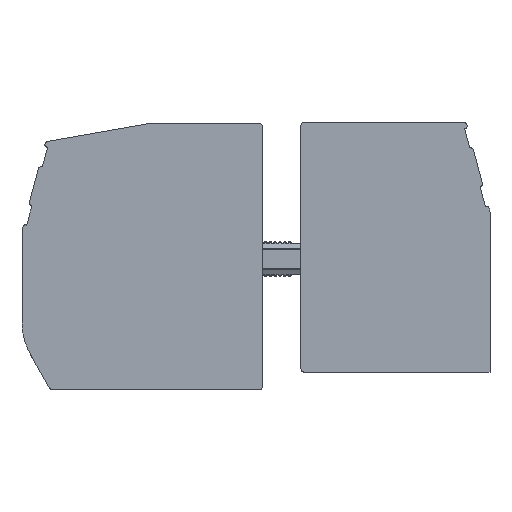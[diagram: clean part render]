
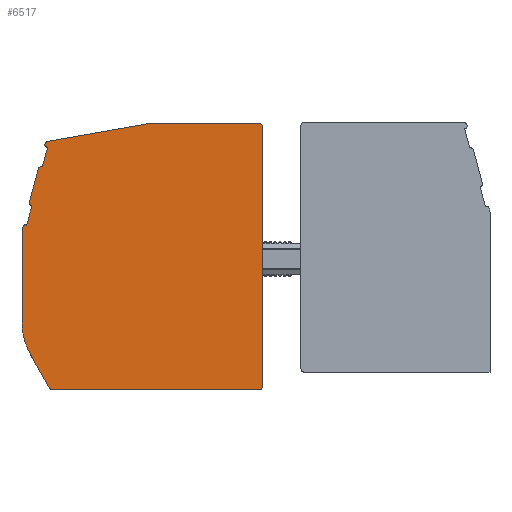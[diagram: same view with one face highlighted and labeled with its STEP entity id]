
A CAD part, top view. The second image highlights one B-rep face of the part: STEP entity #6517.
In plain terms, the highlighted planar face has unit normal (0, 0, 1).
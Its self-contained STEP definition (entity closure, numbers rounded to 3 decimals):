
#368=DIRECTION('',(0.,1.,0.));
#369=VECTOR('',#368,40.25);
#370=CARTESIAN_POINT('',(0.,-40.95,6.));
#371=LINE('',#370,#369);
#460=CARTESIAN_POINT('',(-0.5,-40.95,6.));
#461=DIRECTION('',(0.,0.,1.));
#462=DIRECTION('',(0.,-1.,0.));
#463=AXIS2_PLACEMENT_3D('',#460,#461,#462);
#465=CARTESIAN_POINT('',(-32.458,-40.95,6.));
#466=DIRECTION('',(0.,0.,1.));
#467=DIRECTION('',(-0.869,-0.495,0.));
#468=AXIS2_PLACEMENT_3D('',#465,#466,#467);
#470=DIRECTION('',(0.495,-0.869,0.));
#471=VECTOR('',#470,5.923);
#472=CARTESIAN_POINT('',(-35.826,-36.052,6.));
#473=LINE('',#472,#471);
#474=CARTESIAN_POINT('',(-27.138,-31.1,6.));
#475=DIRECTION('',(0.,0.,1.));
#476=DIRECTION('',(-0.985,-0.174,0.));
#477=AXIS2_PLACEMENT_3D('',#474,#475,#476);
#479=DIRECTION('',(0.174,-0.985,0.));
#480=VECTOR('',#479,0.217);
#481=CARTESIAN_POINT('',(-37.024,-32.623,6.));
#482=LINE('',#481,#480);
#483=CARTESIAN_POINT('',(-27.176,-30.886,6.));
#484=DIRECTION('',(0.,0.,1.));
#485=DIRECTION('',(-1.,0.,0.));
#486=AXIS2_PLACEMENT_3D('',#483,#484,#485);
#488=DIRECTION('',(0.,-1.,0.));
#489=VECTOR('',#488,13.941);
#490=CARTESIAN_POINT('',(-37.176,-16.945,6.));
#491=LINE('',#490,#489);
#492=CARTESIAN_POINT('',(-35.676,-16.945,6.));
#493=DIRECTION('',(0.,0.,1.));
#494=DIRECTION('',(-0.966,0.259,0.));
#495=AXIS2_PLACEMENT_3D('',#492,#493,#494);
#497=CARTESIAN_POINT('',(-36.722,-16.215,6.));
#498=DIRECTION('',(0.,0.,1.));
#499=DIRECTION('',(0.259,0.966,0.));
#500=AXIS2_PLACEMENT_3D('',#497,#498,#499);
#502=DIRECTION('',(0.966,-0.259,0.));
#503=VECTOR('',#502,0.2);
#504=CARTESIAN_POINT('',(-36.645,-15.926,6.));
#505=LINE('',#504,#503);
#506=CARTESIAN_POINT('',(-35.52,-12.5,6.));
#507=DIRECTION('',(0.,0.,1.));
#508=DIRECTION('',(-0.966,0.259,0.));
#509=AXIS2_PLACEMENT_3D('',#506,#507,#508);
#511=DIRECTION('',(-0.259,-0.966,0.));
#512=VECTOR('',#511,5.3);
#513=CARTESIAN_POINT('',(-34.631,-7.251,6.));
#514=LINE('',#513,#512);
#515=CARTESIAN_POINT('',(-34.148,-7.381,6.));
#516=DIRECTION('',(0.,0.,1.));
#517=DIRECTION('',(0.259,0.966,0.));
#518=AXIS2_PLACEMENT_3D('',#515,#516,#517);
#520=DIRECTION('',(-0.966,0.259,0.));
#521=VECTOR('',#520,0.2);
#522=CARTESIAN_POINT('',(-33.216,-3.903,6.));
#523=LINE('',#522,#521);
#524=CARTESIAN_POINT('',(-33.332,-3.562,6.));
#525=DIRECTION('',(0.,0.,1.));
#526=DIRECTION('',(-0.966,0.259,0.));
#527=AXIS2_PLACEMENT_3D('',#524,#525,#526);
#529=CARTESIAN_POINT('',(-33.109,-3.502,6.));
#530=DIRECTION('',(0.,0.,1.));
#531=DIRECTION('',(-0.174,0.985,0.));
#532=AXIS2_PLACEMENT_3D('',#529,#530,#531);
#534=DIRECTION('',(-0.985,-0.174,0.));
#535=VECTOR('',#534,16.051);
#536=CARTESIAN_POINT('',(-17.389,-0.223,6.));
#537=LINE('',#536,#535);
#538=CARTESIAN_POINT('',(-17.128,-1.7,6.));
#539=DIRECTION('',(0.,0.,-1.));
#540=DIRECTION('',(-0.174,0.985,0.));
#541=AXIS2_PLACEMENT_3D('',#538,#539,#540);
#543=DIRECTION('',(-1.,0.,0.));
#544=VECTOR('',#543,16.628);
#545=CARTESIAN_POINT('',(-0.5,-0.2,6.));
#546=LINE('',#545,#544);
#547=CARTESIAN_POINT('',(-0.5,-0.7,6.));
#548=DIRECTION('',(0.,0.,1.));
#549=DIRECTION('',(1.,0.,0.));
#550=AXIS2_PLACEMENT_3D('',#547,#548,#549);
#875=DIRECTION('',(-0.259,-0.966,0.));
#876=VECTOR('',#875,0.115);
#877=CARTESIAN_POINT('',(-33.592,-3.373,6.));
#878=LINE('',#877,#876);
#883=DIRECTION('',(-0.259,-0.966,0.));
#884=VECTOR('',#883,0.434);
#885=CARTESIAN_POINT('',(-37.012,-16.138,6.));
#886=LINE('',#885,#884);
#903=DIRECTION('',(-0.259,-0.966,0.));
#904=VECTOR('',#903,3.1);
#905=CARTESIAN_POINT('',(-33.216,-3.903,6.));
#906=LINE('',#905,#904);
#1111=DIRECTION('',(-0.259,-0.966,0.));
#1112=VECTOR('',#1111,3.1);
#1113=CARTESIAN_POINT('',(-35.649,-12.983,6.));
#1114=LINE('',#1113,#1112);
#1212=DIRECTION('',(1.,0.,0.));
#1213=VECTOR('',#1212,31.958);
#1214=CARTESIAN_POINT('',(-32.458,-41.45,6.));
#1215=LINE('',#1214,#1213);
#5095=CARTESIAN_POINT('',(-17.389,-0.223,6.));
#5097=VERTEX_POINT('',#5095);
#5101=CARTESIAN_POINT('',(-17.128,-0.2,6.));
#5102=VERTEX_POINT('',#5101);
#5107=CARTESIAN_POINT('',(-33.196,-3.01,6.));
#5108=VERTEX_POINT('',#5107);
#5109=CARTESIAN_POINT('',(-33.592,-3.373,6.));
#5110=VERTEX_POINT('',#5109);
#5115=CARTESIAN_POINT('',(-0.5,-41.45,6.));
#5116=VERTEX_POINT('',#5115);
#5117=CARTESIAN_POINT('',(0.,-40.95,6.));
#5118=VERTEX_POINT('',#5117);
#5119=CARTESIAN_POINT('',(0.,-0.7,6.));
#5120=CARTESIAN_POINT('',(-0.5,-0.2,6.));
#5121=VERTEX_POINT('',#5119);
#5122=VERTEX_POINT('',#5120);
#5133=CARTESIAN_POINT('',(-33.216,-3.903,6.));
#5135=VERTEX_POINT('',#5133);
#5151=CARTESIAN_POINT('',(-36.645,-15.926,6.));
#5152=CARTESIAN_POINT('',(-37.012,-16.138,6.));
#5153=VERTEX_POINT('',#5151);
#5154=VERTEX_POINT('',#5152);
#5155=CARTESIAN_POINT('',(-33.622,-3.484,6.));
#5156=CARTESIAN_POINT('',(-33.409,-3.852,6.));
#5157=VERTEX_POINT('',#5155);
#5158=VERTEX_POINT('',#5156);
#5163=CARTESIAN_POINT('',(-36.452,-15.977,6.));
#5164=VERTEX_POINT('',#5163);
#5203=CARTESIAN_POINT('',(-37.176,-30.886,6.));
#5204=CARTESIAN_POINT('',(-37.024,-32.623,6.));
#5205=VERTEX_POINT('',#5203);
#5206=VERTEX_POINT('',#5204);
#5207=CARTESIAN_POINT('',(-36.986,-32.836,6.));
#5208=VERTEX_POINT('',#5207);
#5209=CARTESIAN_POINT('',(-35.826,-36.052,6.));
#5210=VERTEX_POINT('',#5209);
#5211=CARTESIAN_POINT('',(-32.893,-41.198,6.));
#5212=VERTEX_POINT('',#5211);
#5213=CARTESIAN_POINT('',(-32.458,-41.45,6.));
#5214=VERTEX_POINT('',#5213);
#5215=CARTESIAN_POINT('',(-34.019,-6.898,6.));
#5216=CARTESIAN_POINT('',(-34.631,-7.251,6.));
#5217=VERTEX_POINT('',#5215);
#5218=VERTEX_POINT('',#5216);
#5219=CARTESIAN_POINT('',(-36.003,-12.371,6.));
#5220=VERTEX_POINT('',#5219);
#5221=CARTESIAN_POINT('',(-35.649,-12.983,6.));
#5222=VERTEX_POINT('',#5221);
#5223=CARTESIAN_POINT('',(-37.176,-16.945,6.));
#5224=VERTEX_POINT('',#5223);
#5243=CARTESIAN_POINT('',(-37.124,-16.557,6.));
#5244=VERTEX_POINT('',#5243);
#6459=CARTESIAN_POINT('',(0.,0.,6.));
#6460=DIRECTION('',(0.,0.,1.));
#6461=DIRECTION('',(1.,0.,0.));
#6462=AXIS2_PLACEMENT_3D('',#6459,#6460,#6461);
#6463=PLANE('',#6462);
#6464=ORIENTED_EDGE('',*,*,#6415,.F.);
#6466=ORIENTED_EDGE('',*,*,#6465,.F.);
#6468=ORIENTED_EDGE('',*,*,#6467,.F.);
#6470=ORIENTED_EDGE('',*,*,#6469,.F.);
#6472=ORIENTED_EDGE('',*,*,#6471,.F.);
#6474=ORIENTED_EDGE('',*,*,#6473,.F.);
#6476=ORIENTED_EDGE('',*,*,#6475,.F.);
#6478=ORIENTED_EDGE('',*,*,#6477,.F.);
#6480=ORIENTED_EDGE('',*,*,#6479,.F.);
#6482=ORIENTED_EDGE('',*,*,#6481,.F.);
#6484=ORIENTED_EDGE('',*,*,#6483,.F.);
#6486=ORIENTED_EDGE('',*,*,#6485,.F.);
#6488=ORIENTED_EDGE('',*,*,#6487,.T.);
#6490=ORIENTED_EDGE('',*,*,#6489,.F.);
#6492=ORIENTED_EDGE('',*,*,#6491,.F.);
#6494=ORIENTED_EDGE('',*,*,#6493,.F.);
#6496=ORIENTED_EDGE('',*,*,#6495,.F.);
#6498=ORIENTED_EDGE('',*,*,#6497,.F.);
#6500=ORIENTED_EDGE('',*,*,#6499,.T.);
#6502=ORIENTED_EDGE('',*,*,#6501,.F.);
#6504=ORIENTED_EDGE('',*,*,#6503,.F.);
#6506=ORIENTED_EDGE('',*,*,#6505,.F.);
#6508=ORIENTED_EDGE('',*,*,#6507,.F.);
#6510=ORIENTED_EDGE('',*,*,#6509,.T.);
#6512=ORIENTED_EDGE('',*,*,#6511,.F.);
#6514=ORIENTED_EDGE('',*,*,#6513,.F.);
#6515=EDGE_LOOP('',(#6464,#6466,#6468,#6470,#6472,#6474,#6476,#6478,#6480,#6482,
#6484,#6486,#6488,#6490,#6492,#6494,#6496,#6498,#6500,#6502,#6504,#6506,#6508,
#6510,#6512,#6514));
#6516=FACE_OUTER_BOUND('',#6515,.F.);
#6517=ADVANCED_FACE('',(#6516),#6463,.T.);
#464=CIRCLE('',#463,0.5);
#469=CIRCLE('',#468,0.5);
#478=CIRCLE('',#477,10.);
#487=CIRCLE('',#486,10.);
#496=CIRCLE('',#495,1.5);
#501=CIRCLE('',#500,0.3);
#510=CIRCLE('',#509,0.5);
#519=CIRCLE('',#518,0.5);
#528=CIRCLE('',#527,0.3);
#533=CIRCLE('',#532,0.5);
#542=CIRCLE('',#541,1.5);
#551=CIRCLE('',#550,0.5);
#6415=EDGE_CURVE('',#5118,#5121,#371,.T.);
#6465=EDGE_CURVE('',#5116,#5118,#464,.T.);
#6467=EDGE_CURVE('',#5214,#5116,#1215,.T.);
#6469=EDGE_CURVE('',#5212,#5214,#469,.T.);
#6471=EDGE_CURVE('',#5210,#5212,#473,.T.);
#6473=EDGE_CURVE('',#5208,#5210,#478,.T.);
#6475=EDGE_CURVE('',#5206,#5208,#482,.T.);
#6477=EDGE_CURVE('',#5205,#5206,#487,.T.);
#6479=EDGE_CURVE('',#5224,#5205,#491,.T.);
#6481=EDGE_CURVE('',#5244,#5224,#496,.T.);
#6483=EDGE_CURVE('',#5154,#5244,#886,.T.);
#6485=EDGE_CURVE('',#5153,#5154,#501,.T.);
#6487=EDGE_CURVE('',#5153,#5164,#505,.T.);
#6489=EDGE_CURVE('',#5222,#5164,#1114,.T.);
#6491=EDGE_CURVE('',#5220,#5222,#510,.T.);
#6493=EDGE_CURVE('',#5218,#5220,#514,.T.);
#6495=EDGE_CURVE('',#5217,#5218,#519,.T.);
#6497=EDGE_CURVE('',#5135,#5217,#906,.T.);
#6499=EDGE_CURVE('',#5135,#5158,#523,.T.);
#6501=EDGE_CURVE('',#5157,#5158,#528,.T.);
#6503=EDGE_CURVE('',#5110,#5157,#878,.T.);
#6505=EDGE_CURVE('',#5108,#5110,#533,.T.);
#6507=EDGE_CURVE('',#5097,#5108,#537,.T.);
#6509=EDGE_CURVE('',#5097,#5102,#542,.T.);
#6511=EDGE_CURVE('',#5122,#5102,#546,.T.);
#6513=EDGE_CURVE('',#5121,#5122,#551,.T.);
